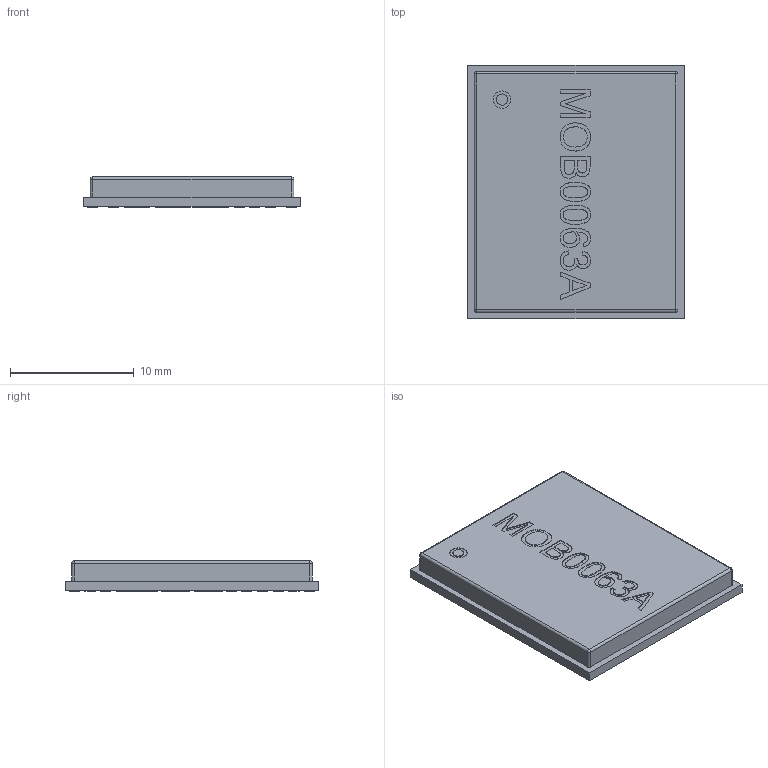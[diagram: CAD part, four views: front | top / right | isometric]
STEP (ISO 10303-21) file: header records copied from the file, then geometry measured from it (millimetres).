
FILE_DESCRIPTION (( 'STEP AP214' ), '1' );
FILE_NAME ('User Library-MOB0063A.STEP', '2019-01-23T15:05:26', ( '' ), ( '' ), 'SwSTEP 2.0', 'SolidWorks 2018', '' );
FILE_SCHEMA (( 'AUTOMOTIVE_DESIGN' ));
Length unit declared in the file: centimetre
Products named in the file (5): User Library-MOB0063A_Imported_4; User Library-MOB0063A; User Library-MOB0063A_Imported_3; User Library-MOB0063A_Imported_2; User Library-MOB0063A_Imported
Assembly tree (4 placements, depth 2):
  User Library-MOB0063A
    User Library-MOB0063A_Imported
    User Library-MOB0063A_Imported_2
    User Library-MOB0063A_Imported_3
    User Library-MOB0063A_Imported_4
Bounding box: 17.5 x 20.5 x 2.45 mm (x, y, z)
Volume: 811.1 mm3; surface area: 1720.1 mm2
Topology: 74 solids, 74 shells, 716 faces, 1649 edges, 1094 vertices
Faces by surface type: plane 504, bspline 196, cylinder 16
Entity records: 29349 total; most frequent: CARTESIAN_POINT 5634, ORIENTED_EDGE 3290, DIRECTION 2351, EDGE_CURVE 1645, VECTOR 1225, LINE 1225, VERTEX_POINT 1094, UNCERTAINTY_MEASURE_WITH_UNIT 799
